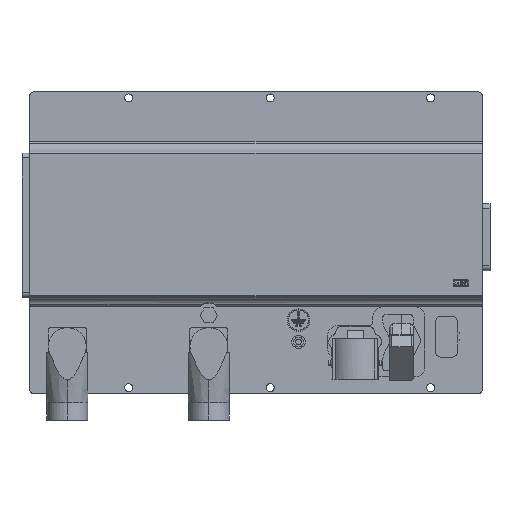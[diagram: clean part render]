
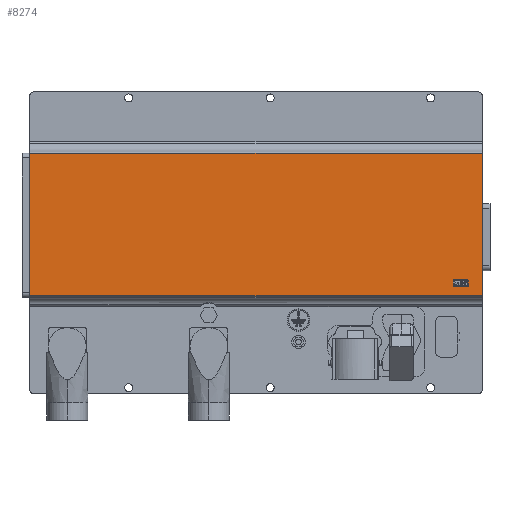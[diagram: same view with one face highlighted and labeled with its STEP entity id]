
A CAD part, front view. The second image highlights one B-rep face of the part: STEP entity #8274.
In plain terms, the highlighted face is planar.
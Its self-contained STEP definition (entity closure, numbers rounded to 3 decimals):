
#159 = DIRECTION ( 'NONE',  ( 0., 1., 0. ) ) ;
#335 = LINE ( 'NONE', #14269, #15114 ) ;
#1068 = CARTESIAN_POINT ( 'NONE',  ( -1.1, 480., 67.821 ) ) ;
#1165 = EDGE_CURVE ( 'NONE', #20575, #17113, #10846, .T. ) ;
#1202 = VERTEX_POINT ( 'NONE', #9562 ) ;
#1232 = CARTESIAN_POINT ( 'NONE',  ( -1.1, 0., 64.871 ) ) ;
#2017 = VECTOR ( 'NONE', #10749, 1000. ) ;
#2041 = EDGE_CURVE ( 'NONE', #8902, #19736, #5030, .T. ) ;
#2078 = CARTESIAN_POINT ( 'NONE',  ( -1.1, 0., 189.5 ) ) ;
#2171 = PLANE ( 'NONE',  #18584 ) ;
#2174 = CARTESIAN_POINT ( 'NONE',  ( -1.1, 480., 53. ) ) ;
#3550 = DIRECTION ( 'NONE',  ( 0., 0., 1. ) ) ;
#4264 = EDGE_CURVE ( 'NONE', #22217, #20575, #19158, .T. ) ;
#5030 = LINE ( 'NONE', #6738, #16971 ) ;
#5197 = LINE ( 'NONE', #10684, #20594 ) ;
#5270 = EDGE_CURVE ( 'NONE', #1202, #19577, #335, .T. ) ;
#5316 = DIRECTION ( 'NONE',  ( 0., 0., 1. ) ) ;
#6116 = CARTESIAN_POINT ( 'NONE',  ( -1.1, 0., 121.321 ) ) ;
#6120 = DIRECTION ( 'NONE',  ( 0., 0., 1. ) ) ;
#6608 = CARTESIAN_POINT ( 'NONE',  ( -1.1, 480., 64.871 ) ) ;
#6688 = EDGE_LOOP ( 'NONE', ( #14247, #13530, #22592, #15171, #21755, #10946, #16462, #8720 ) ) ;
#6738 = CARTESIAN_POINT ( 'NONE',  ( -1.1, 0., 118.5 ) ) ;
#7287 = DIRECTION ( 'NONE',  ( 0., -1., 0. ) ) ;
#7723 = LINE ( 'NONE', #14706, #17844 ) ;
#7813 = CARTESIAN_POINT ( 'NONE',  ( -1.1, 0., 186.679 ) ) ;
#8274 = ADVANCED_FACE ( 'NONE', ( #17855 ), #2171, .T. ) ;
#8720 = ORIENTED_EDGE ( 'NONE', *, *, #4264, .T. ) ;
#8902 = VERTEX_POINT ( 'NONE', #6116 ) ;
#9047 = CARTESIAN_POINT ( 'NONE',  ( -1.1, 480., 215.179 ) ) ;
#9103 = CARTESIAN_POINT ( 'NONE',  ( -1.1, 40., 189.5 ) ) ;
#9104 = DIRECTION ( 'NONE',  ( 0., 0., 1. ) ) ;
#9562 = CARTESIAN_POINT ( 'NONE',  ( -1.1, 480., 216.129 ) ) ;
#9709 = EDGE_CURVE ( 'NONE', #22217, #8902, #7723, .T. ) ;
#9714 = DIRECTION ( 'NONE',  ( 0., 0., -1. ) ) ;
#10314 = CARTESIAN_POINT ( 'NONE',  ( -1.1, 1100., 64.871 ) ) ;
#10684 = CARTESIAN_POINT ( 'NONE',  ( -1.1, 480., 53. ) ) ;
#10749 = DIRECTION ( 'NONE',  ( 0., 0., 1. ) ) ;
#10796 = EDGE_CURVE ( 'NONE', #19736, #19577, #20928, .T. ) ;
#10846 = LINE ( 'NONE', #2174, #19278 ) ;
#10946 = ORIENTED_EDGE ( 'NONE', *, *, #2041, .F. ) ;
#12774 = DIRECTION ( 'NONE',  ( 0., 0., -1. ) ) ;
#13202 = VERTEX_POINT ( 'NONE', #9047 ) ;
#13492 = VECTOR ( 'NONE', #9714, 1000. ) ;
#13530 = ORIENTED_EDGE ( 'NONE', *, *, #14037, .F. ) ;
#14037 = EDGE_CURVE ( 'NONE', #13202, #17113, #18568, .T. ) ;
#14247 = ORIENTED_EDGE ( 'NONE', *, *, #1165, .T. ) ;
#14269 = CARTESIAN_POINT ( 'NONE',  ( -1.1, 1100., 216.129 ) ) ;
#14706 = CARTESIAN_POINT ( 'NONE',  ( -1.1, 0., 189.5 ) ) ;
#15114 = VECTOR ( 'NONE', #7287, 1000. ) ;
#15171 = ORIENTED_EDGE ( 'NONE', *, *, #5270, .T. ) ;
#15505 = VECTOR ( 'NONE', #159, 1000. ) ;
#16112 = DIRECTION ( 'NONE',  ( 1., 0., 0. ) ) ;
#16462 = ORIENTED_EDGE ( 'NONE', *, *, #9709, .F. ) ;
#16971 = VECTOR ( 'NONE', #3550, 1000. ) ;
#17113 = VERTEX_POINT ( 'NONE', #1068 ) ;
#17844 = VECTOR ( 'NONE', #6120, 1000. ) ;
#17855 = FACE_OUTER_BOUND ( 'NONE', #6688, .T. ) ;
#18568 = LINE ( 'NONE', #22080, #13492 ) ;
#18584 = AXIS2_PLACEMENT_3D ( 'NONE', #9103, #16112, #12774 ) ;
#19158 = LINE ( 'NONE', #10314, #15505 ) ;
#19278 = VECTOR ( 'NONE', #9104, 1000. ) ;
#19577 = VERTEX_POINT ( 'NONE', #19725 ) ;
#19725 = CARTESIAN_POINT ( 'NONE',  ( -1.1, 0., 216.129 ) ) ;
#19736 = VERTEX_POINT ( 'NONE', #7813 ) ;
#20575 = VERTEX_POINT ( 'NONE', #6608 ) ;
#20594 = VECTOR ( 'NONE', #5316, 1000. ) ;
#20928 = LINE ( 'NONE', #2078, #2017 ) ;
#21755 = ORIENTED_EDGE ( 'NONE', *, *, #10796, .F. ) ;
#22080 = CARTESIAN_POINT ( 'NONE',  ( -1.1, 480., 218. ) ) ;
#22217 = VERTEX_POINT ( 'NONE', #1232 ) ;
#22306 = EDGE_CURVE ( 'NONE', #13202, #1202, #5197, .T. ) ;
#22592 = ORIENTED_EDGE ( 'NONE', *, *, #22306, .T. ) ;
